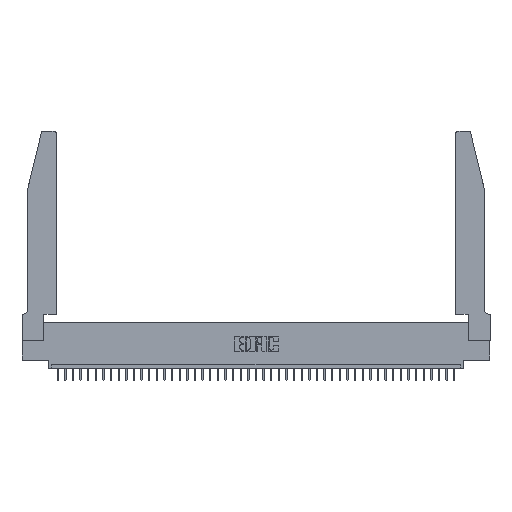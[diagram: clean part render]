
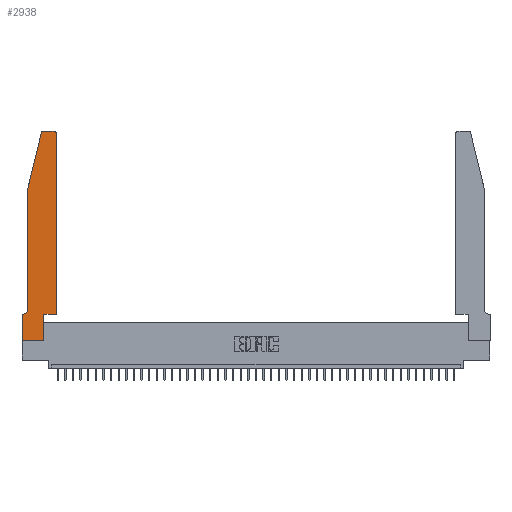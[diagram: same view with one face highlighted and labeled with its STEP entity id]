
A CAD part, top view. The second image highlights one B-rep face of the part: STEP entity #2938.
In plain terms, the highlighted planar face has unit normal (0, 0, 1).
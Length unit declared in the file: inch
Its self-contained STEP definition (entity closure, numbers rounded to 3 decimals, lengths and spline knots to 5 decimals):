
#73 = CARTESIAN_POINT ( 'NONE',  ( 0.4505, 2.72, 0.37 ) ) ;
#830 = CIRCLE ( 'NONE', #14506, 0.03 ) ;
#1125 = DIRECTION ( 'NONE',  ( 0., 1., 0. ) ) ;
#1234 = ORIENTED_EDGE ( 'NONE', *, *, #20811, .T. ) ;
#2113 = LINE ( 'NONE', #15740, #15644 ) ;
#2545 = CARTESIAN_POINT ( 'NONE',  ( 0.4505, 0.35, 0.37 ) ) ;
#2938 = ADVANCED_FACE ( 'NONE', ( #39227 ), #32825, .T. ) ;
#3767 = EDGE_CURVE ( 'NONE', #20891, #39625, #10818, .T. ) ;
#4208 = ORIENTED_EDGE ( 'NONE', *, *, #35581, .T. ) ;
#4378 = AXIS2_PLACEMENT_3D ( 'NONE', #16048, #9637, #6858 ) ;
#6858 = DIRECTION ( 'NONE',  ( -1., 0., 0. ) ) ;
#6934 = AXIS2_PLACEMENT_3D ( 'NONE', #16074, #39573, #23010 ) ;
#8476 = CARTESIAN_POINT ( 'NONE',  ( 0.0755, 2., 0.37 ) ) ;
#8577 = EDGE_CURVE ( 'NONE', #11472, #28126, #11391, .T. ) ;
#8771 = CIRCLE ( 'NONE', #25792, 0.03 ) ;
#9184 = DIRECTION ( 'NONE',  ( 0., 0., 1. ) ) ;
#9637 = DIRECTION ( 'NONE',  ( 0., 0., -1. ) ) ;
#10235 = VECTOR ( 'NONE', #38223, 39.37008 ) ;
#10434 = CARTESIAN_POINT ( 'NONE',  ( 0.284, 2.75, 0.37 ) ) ;
#10818 = LINE ( 'NONE', #26393, #24995 ) ;
#11391 = CIRCLE ( 'NONE', #4378, 0.07 ) ;
#11472 = VERTEX_POINT ( 'NONE', #41171 ) ;
#11572 = DIRECTION ( 'NONE',  ( -1., 0., 0. ) ) ;
#11787 = ORIENTED_EDGE ( 'NONE', *, *, #12556, .T. ) ;
#12556 = EDGE_CURVE ( 'NONE', #35967, #24894, #8771, .T. ) ;
#12818 = DIRECTION ( 'NONE',  ( 1., 0., 0. ) ) ;
#13486 = EDGE_CURVE ( 'NONE', #31261, #41639, #830, .T. ) ;
#13514 = EDGE_CURVE ( 'NONE', #32732, #38714, #41179, .T. ) ;
#13880 = ORIENTED_EDGE ( 'NONE', *, *, #16620, .T. ) ;
#14463 = DIRECTION ( 'NONE',  ( -1., 0., 0. ) ) ;
#14506 = AXIS2_PLACEMENT_3D ( 'NONE', #14530, #34777, #28035 ) ;
#14527 = VECTOR ( 'NONE', #11572, 39.37008 ) ;
#14530 = CARTESIAN_POINT ( 'NONE',  ( 0.284, 2.72, 0.37 ) ) ;
#14749 = CARTESIAN_POINT ( 'NONE',  ( 0.0755, 2., 0.37 ) ) ;
#14861 = EDGE_LOOP ( 'NONE', ( #13880, #39439, #40426, #40137, #40433, #1234, #39656, #4208, #20999, #23280, #38951, #11787 ) ) ;
#15132 = VECTOR ( 'NONE', #33315, 39.37008 ) ;
#15644 = VECTOR ( 'NONE', #32091, 39.37008 ) ;
#15736 = LINE ( 'NONE', #30254, #31003 ) ;
#15740 = CARTESIAN_POINT ( 'NONE',  ( 0.4505, 0.35, 0.37 ) ) ;
#16048 = CARTESIAN_POINT ( 'NONE',  ( 0.0055, 0.42, 0.37 ) ) ;
#16074 = CARTESIAN_POINT ( 'NONE',  ( 0., 0.35, 0.37 ) ) ;
#16093 = LINE ( 'NONE', #31641, #14527 ) ;
#16203 = CARTESIAN_POINT ( 'NONE',  ( 0.2865, 0., 0.37 ) ) ;
#16620 = EDGE_CURVE ( 'NONE', #24894, #31261, #38837, .T. ) ;
#20223 = EDGE_CURVE ( 'NONE', #29592, #35967, #31966, .T. ) ;
#20811 = EDGE_CURVE ( 'NONE', #28126, #20891, #16093, .T. ) ;
#20891 = VERTEX_POINT ( 'NONE', #30239 ) ;
#20999 = ORIENTED_EDGE ( 'NONE', *, *, #13514, .T. ) ;
#22045 = LINE ( 'NONE', #27381, #28335 ) ;
#22046 = EDGE_CURVE ( 'NONE', #41639, #32002, #27012, .T. ) ;
#22974 = CARTESIAN_POINT ( 'NONE',  ( 0.0055, 0.35, 0.37 ) ) ;
#23010 = DIRECTION ( 'NONE',  ( 1., 0., 0. ) ) ;
#23280 = ORIENTED_EDGE ( 'NONE', *, *, #42627, .T. ) ;
#24315 = DIRECTION ( 'NONE',  ( 0., -1., 0. ) ) ;
#24461 = CARTESIAN_POINT ( 'NONE',  ( 0.2605, 2.75, 0.37 ) ) ;
#24894 = VERTEX_POINT ( 'NONE', #35839 ) ;
#24995 = VECTOR ( 'NONE', #24315, 39.37008 ) ;
#25792 = AXIS2_PLACEMENT_3D ( 'NONE', #29532, #9184, #12818 ) ;
#26393 = CARTESIAN_POINT ( 'NONE',  ( 0., 0., 0.37 ) ) ;
#26717 = CARTESIAN_POINT ( 'NONE',  ( 0.4505, 0.35, 0.37 ) ) ;
#27012 = LINE ( 'NONE', #14749, #10235 ) ;
#27381 = CARTESIAN_POINT ( 'NONE',  ( 0., 0., 0.37 ) ) ;
#27523 = VECTOR ( 'NONE', #1125, 39.37008 ) ;
#28035 = DIRECTION ( 'NONE',  ( 1., 0., 0. ) ) ;
#28126 = VERTEX_POINT ( 'NONE', #22974 ) ;
#28335 = VECTOR ( 'NONE', #34126, 39.37008 ) ;
#29532 = CARTESIAN_POINT ( 'NONE',  ( 0.4205, 2.72, 0.37 ) ) ;
#29592 = VERTEX_POINT ( 'NONE', #2545 ) ;
#30239 = CARTESIAN_POINT ( 'NONE',  ( 0., 0.35, 0.37 ) ) ;
#30254 = CARTESIAN_POINT ( 'NONE',  ( 0.0755, 2., 0.37 ) ) ;
#31003 = VECTOR ( 'NONE', #40654, 39.37008 ) ;
#31261 = VERTEX_POINT ( 'NONE', #10434 ) ;
#31641 = CARTESIAN_POINT ( 'NONE',  ( 0.0755, 0.35, 0.37 ) ) ;
#31719 = CARTESIAN_POINT ( 'NONE',  ( 0.2865, 0.35, 0.37 ) ) ;
#31966 = LINE ( 'NONE', #26717, #15132 ) ;
#32002 = VERTEX_POINT ( 'NONE', #8476 ) ;
#32091 = DIRECTION ( 'NONE',  ( 1., 0., 0. ) ) ;
#32732 = VERTEX_POINT ( 'NONE', #16203 ) ;
#32825 = PLANE ( 'NONE',  #6934 ) ;
#33315 = DIRECTION ( 'NONE',  ( 0., 1., 0. ) ) ;
#34126 = DIRECTION ( 'NONE',  ( 1., 0., 0. ) ) ;
#34454 = CARTESIAN_POINT ( 'NONE',  ( 0., 0., 0.37 ) ) ;
#34619 = CARTESIAN_POINT ( 'NONE',  ( 0.25487, 2.72718, 0.37 ) ) ;
#34777 = DIRECTION ( 'NONE',  ( 0., 0., 1. ) ) ;
#35233 = EDGE_CURVE ( 'NONE', #32002, #11472, #15736, .T. ) ;
#35581 = EDGE_CURVE ( 'NONE', #39625, #32732, #22045, .T. ) ;
#35839 = CARTESIAN_POINT ( 'NONE',  ( 0.4205, 2.75, 0.37 ) ) ;
#35967 = VERTEX_POINT ( 'NONE', #73 ) ;
#38056 = CARTESIAN_POINT ( 'NONE',  ( 0.2865, 0.35, 0.37 ) ) ;
#38223 = DIRECTION ( 'NONE',  ( -0.239, -0.971, 0. ) ) ;
#38714 = VERTEX_POINT ( 'NONE', #38056 ) ;
#38837 = LINE ( 'NONE', #24461, #41997 ) ;
#38951 = ORIENTED_EDGE ( 'NONE', *, *, #20223, .T. ) ;
#39227 = FACE_OUTER_BOUND ( 'NONE', #14861, .T. ) ;
#39439 = ORIENTED_EDGE ( 'NONE', *, *, #13486, .T. ) ;
#39573 = DIRECTION ( 'NONE',  ( 0., 0., 1. ) ) ;
#39625 = VERTEX_POINT ( 'NONE', #34454 ) ;
#39656 = ORIENTED_EDGE ( 'NONE', *, *, #3767, .T. ) ;
#40137 = ORIENTED_EDGE ( 'NONE', *, *, #35233, .T. ) ;
#40426 = ORIENTED_EDGE ( 'NONE', *, *, #22046, .T. ) ;
#40433 = ORIENTED_EDGE ( 'NONE', *, *, #8577, .T. ) ;
#40654 = DIRECTION ( 'NONE',  ( 0., -1., 0. ) ) ;
#41171 = CARTESIAN_POINT ( 'NONE',  ( 0.0755, 0.42, 0.37 ) ) ;
#41179 = LINE ( 'NONE', #31719, #27523 ) ;
#41639 = VERTEX_POINT ( 'NONE', #34619 ) ;
#41997 = VECTOR ( 'NONE', #14463, 39.37008 ) ;
#42627 = EDGE_CURVE ( 'NONE', #38714, #29592, #2113, .T. ) ;
